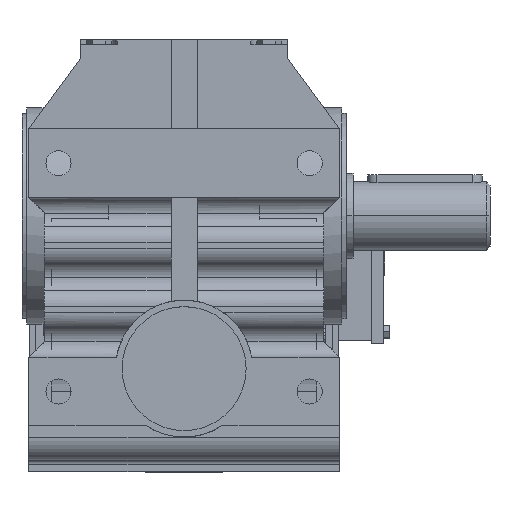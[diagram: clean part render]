
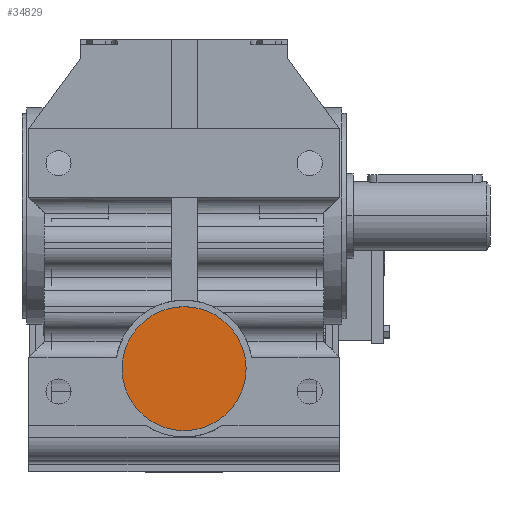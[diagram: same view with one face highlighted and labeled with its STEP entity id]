
A CAD part, top view. The second image highlights one B-rep face of the part: STEP entity #34829.
In plain terms, the highlighted planar face has unit normal (0, 0, 1).
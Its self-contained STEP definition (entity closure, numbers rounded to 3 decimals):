
#33522 = CYLINDRICAL_SURFACE('',#33523,27.167);
#33523 = AXIS2_PLACEMENT_3D('',#33524,#33525,#33526);
#33524 = CARTESIAN_POINT('',(0.,-47.,177.5));
#33525 = DIRECTION('',(0.,0.,1.));
#33526 = DIRECTION('',(1.,0.,0.));
#33552 = CYLINDRICAL_SURFACE('',#33553,27.167);
#33553 = AXIS2_PLACEMENT_3D('',#33554,#33555,#33556);
#33554 = CARTESIAN_POINT('',(0.,-47.,177.5));
#33555 = DIRECTION('',(0.,0.,1.));
#33556 = DIRECTION('',(1.,0.,0.));
#34591 = VERTEX_POINT('',#34592);
#34592 = CARTESIAN_POINT('',(-27.167,-47.,177.5));
#34613 = VERTEX_POINT('',#34614);
#34614 = CARTESIAN_POINT('',(27.167,-47.,177.5));
#34633 = EDGE_CURVE('',#34613,#34591,#34634,.T.);
#34634 = SURFACE_CURVE('',#34635,(#34640,#34646),.PCURVE_S1.);
#34635 = CIRCLE('',#34636,27.167);
#34636 = AXIS2_PLACEMENT_3D('',#34637,#34638,#34639);
#34637 = CARTESIAN_POINT('',(0.,-47.,177.5));
#34638 = DIRECTION('',(0.,0.,1.));
#34639 = DIRECTION('',(1.,0.,0.));
#34640 = PCURVE('',#33522,#34641);
#34641 = DEFINITIONAL_REPRESENTATION('',(#34642),#34645);
#34642 = B_SPLINE_CURVE_WITH_KNOTS('',1,(#34643,#34644),.UNSPECIFIED.,
  .F.,.F.,(2,2),(0.,3.142),.PIECEWISE_BEZIER_KNOTS.);
#34643 = CARTESIAN_POINT('',(0.,0.));
#34644 = CARTESIAN_POINT('',(3.142,0.));
#34645 = ( GEOMETRIC_REPRESENTATION_CONTEXT(2) 
PARAMETRIC_REPRESENTATION_CONTEXT() REPRESENTATION_CONTEXT('2D SPACE',''
  ) );
#34646 = PCURVE('',#34647,#34652);
#34647 = PLANE('',#34648);
#34648 = AXIS2_PLACEMENT_3D('',#34649,#34650,#34651);
#34649 = CARTESIAN_POINT('',(0.,-47.,177.5));
#34650 = DIRECTION('',(0.,0.,1.));
#34651 = DIRECTION('',(1.,0.,0.));
#34652 = DEFINITIONAL_REPRESENTATION('',(#34653),#34657);
#34653 = CIRCLE('',#34654,27.167);
#34654 = AXIS2_PLACEMENT_2D('',#34655,#34656);
#34655 = CARTESIAN_POINT('',(0.,0.));
#34656 = DIRECTION('',(1.,0.));
#34657 = ( GEOMETRIC_REPRESENTATION_CONTEXT(2) 
PARAMETRIC_REPRESENTATION_CONTEXT() REPRESENTATION_CONTEXT('2D SPACE',''
  ) );
#34670 = EDGE_CURVE('',#34591,#34613,#34671,.T.);
#34671 = SURFACE_CURVE('',#34672,(#34677,#34683),.PCURVE_S1.);
#34672 = CIRCLE('',#34673,27.167);
#34673 = AXIS2_PLACEMENT_3D('',#34674,#34675,#34676);
#34674 = CARTESIAN_POINT('',(0.,-47.,177.5));
#34675 = DIRECTION('',(0.,0.,1.));
#34676 = DIRECTION('',(1.,0.,0.));
#34677 = PCURVE('',#33552,#34678);
#34678 = DEFINITIONAL_REPRESENTATION('',(#34679),#34682);
#34679 = B_SPLINE_CURVE_WITH_KNOTS('',1,(#34680,#34681),.UNSPECIFIED.,
  .F.,.F.,(2,2),(3.142,6.283),.PIECEWISE_BEZIER_KNOTS.);
#34680 = CARTESIAN_POINT('',(3.142,0.));
#34681 = CARTESIAN_POINT('',(6.283,0.));
#34682 = ( GEOMETRIC_REPRESENTATION_CONTEXT(2) 
PARAMETRIC_REPRESENTATION_CONTEXT() REPRESENTATION_CONTEXT('2D SPACE',''
  ) );
#34683 = PCURVE('',#34647,#34684);
#34684 = DEFINITIONAL_REPRESENTATION('',(#34685),#34689);
#34685 = CIRCLE('',#34686,27.167);
#34686 = AXIS2_PLACEMENT_2D('',#34687,#34688);
#34687 = CARTESIAN_POINT('',(0.,0.));
#34688 = DIRECTION('',(1.,0.));
#34689 = ( GEOMETRIC_REPRESENTATION_CONTEXT(2) 
PARAMETRIC_REPRESENTATION_CONTEXT() REPRESENTATION_CONTEXT('2D SPACE',''
  ) );
#34829 = ADVANCED_FACE('',(#34830),#34647,.T.);
#34830 = FACE_BOUND('',#34831,.T.);
#34831 = EDGE_LOOP('',(#34832,#34833));
#34832 = ORIENTED_EDGE('',*,*,#34633,.T.);
#34833 = ORIENTED_EDGE('',*,*,#34670,.T.);
